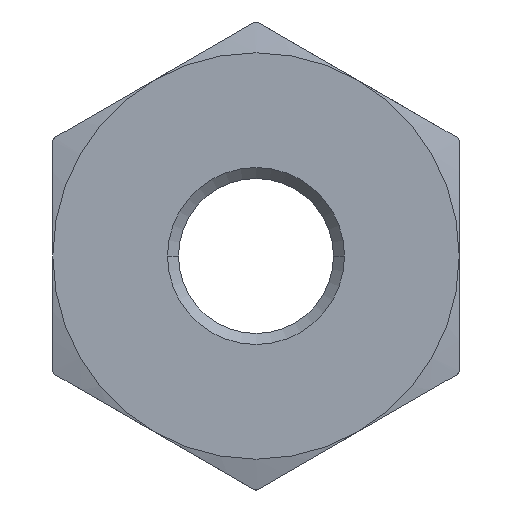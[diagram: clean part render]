
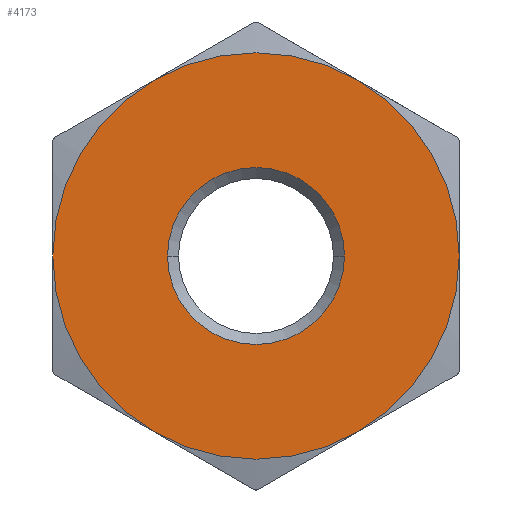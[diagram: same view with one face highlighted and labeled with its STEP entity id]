
A CAD part, front view. The second image highlights one B-rep face of the part: STEP entity #4173.
In plain terms, the highlighted planar face has unit normal (0, -1, 0).
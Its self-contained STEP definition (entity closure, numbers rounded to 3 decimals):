
#167 = EDGE_CURVE ( 'NONE', #10962, #11837, #13167, .T. ) ;
#221 = ORIENTED_EDGE ( 'NONE', *, *, #5866, .F. ) ;
#323 = CARTESIAN_POINT ( 'NONE',  ( 0., 0., 0. ) ) ;
#804 = ORIENTED_EDGE ( 'NONE', *, *, #9882, .T. ) ;
#933 = CARTESIAN_POINT ( 'NONE',  ( 0., 0., 0. ) ) ;
#939 = ORIENTED_EDGE ( 'NONE', *, *, #12852, .T. ) ;
#1108 = DIRECTION ( 'NONE',  ( 0., -1., 0. ) ) ;
#1248 = AXIS2_PLACEMENT_3D ( 'NONE', #9520, #2807, #7227 ) ;
#1489 = DIRECTION ( 'NONE',  ( 0., -1., 0. ) ) ;
#1748 = ORIENTED_EDGE ( 'NONE', *, *, #6882, .T. ) ;
#1788 = DIRECTION ( 'NONE',  ( 0., -1., 0. ) ) ;
#1978 = CIRCLE ( 'NONE', #3289, 15. ) ;
#2234 = AXIS2_PLACEMENT_3D ( 'NONE', #4367, #12199, #14369 ) ;
#2360 = VERTEX_POINT ( 'NONE', #8116 ) ;
#2517 = AXIS2_PLACEMENT_3D ( 'NONE', #9721, #11844, #6317 ) ;
#2607 = CIRCLE ( 'NONE', #4804, 15. ) ;
#2615 = AXIS2_PLACEMENT_3D ( 'NONE', #933, #14631, #4468 ) ;
#2629 = CIRCLE ( 'NONE', #2517, 15. ) ;
#2677 = AXIS2_PLACEMENT_3D ( 'NONE', #9207, #13687, #6850 ) ;
#2807 = DIRECTION ( 'NONE',  ( 0., -1., 0. ) ) ;
#2846 = CIRCLE ( 'NONE', #2615, 6.531 ) ;
#3289 = AXIS2_PLACEMENT_3D ( 'NONE', #11423, #1108, #3491 ) ;
#3491 = DIRECTION ( 'NONE',  ( 1., 0., 0. ) ) ;
#4000 = CARTESIAN_POINT ( 'NONE',  ( -15., 0., 0. ) ) ;
#4013 = CARTESIAN_POINT ( 'NONE',  ( 0., 0., 0. ) ) ;
#4173 = ADVANCED_FACE ( 'NONE', ( #13391, #13038 ), #5860, .T. ) ;
#4240 = EDGE_LOOP ( 'NONE', ( #221, #13437 ) ) ;
#4367 = CARTESIAN_POINT ( 'NONE',  ( 0., 0., 0. ) ) ;
#4468 = DIRECTION ( 'NONE',  ( 1., 0., 0. ) ) ;
#4804 = AXIS2_PLACEMENT_3D ( 'NONE', #4013, #1788, #13042 ) ;
#5768 = CARTESIAN_POINT ( 'NONE',  ( 6.531, 0., 0. ) ) ;
#5860 = PLANE ( 'NONE',  #2677 ) ;
#5866 = EDGE_CURVE ( 'NONE', #11852, #11666, #2846, .T. ) ;
#6025 = DIRECTION ( 'NONE',  ( 1., 0., 0. ) ) ;
#6317 = DIRECTION ( 'NONE',  ( 1., 0., 0. ) ) ;
#6769 = VERTEX_POINT ( 'NONE', #6856 ) ;
#6850 = DIRECTION ( 'NONE',  ( 0., 0., -1. ) ) ;
#6856 = CARTESIAN_POINT ( 'NONE',  ( -7.5, 0., 12.99 ) ) ;
#6882 = EDGE_CURVE ( 'NONE', #14368, #2360, #2629, .T. ) ;
#7080 = EDGE_CURVE ( 'NONE', #2360, #10962, #10653, .T. ) ;
#7124 = AXIS2_PLACEMENT_3D ( 'NONE', #323, #11392, #13789 ) ;
#7227 = DIRECTION ( 'NONE',  ( 1., 0., 0. ) ) ;
#7246 = CARTESIAN_POINT ( 'NONE',  ( 0., 0., 0. ) ) ;
#8116 = CARTESIAN_POINT ( 'NONE',  ( -7.5, 0., -12.99 ) ) ;
#8422 = CIRCLE ( 'NONE', #12384, 6.531 ) ;
#8901 = ORIENTED_EDGE ( 'NONE', *, *, #7080, .T. ) ;
#9207 = CARTESIAN_POINT ( 'NONE',  ( 0., 0., 0. ) ) ;
#9486 = EDGE_LOOP ( 'NONE', ( #1748, #8901, #10501, #804, #939, #10033 ) ) ;
#9520 = CARTESIAN_POINT ( 'NONE',  ( 0., 0., 0. ) ) ;
#9560 = CARTESIAN_POINT ( 'NONE',  ( 7.5, 0., -12.99 ) ) ;
#9721 = CARTESIAN_POINT ( 'NONE',  ( 0., 0., 0. ) ) ;
#9880 = CARTESIAN_POINT ( 'NONE',  ( -6.531, 0., 0. ) ) ;
#9882 = EDGE_CURVE ( 'NONE', #11837, #11491, #1978, .T. ) ;
#10033 = ORIENTED_EDGE ( 'NONE', *, *, #13976, .T. ) ;
#10501 = ORIENTED_EDGE ( 'NONE', *, *, #167, .T. ) ;
#10653 = CIRCLE ( 'NONE', #7124, 15. ) ;
#10962 = VERTEX_POINT ( 'NONE', #9560 ) ;
#11392 = DIRECTION ( 'NONE',  ( 0., -1., 0. ) ) ;
#11423 = CARTESIAN_POINT ( 'NONE',  ( 0., 0., 0. ) ) ;
#11491 = VERTEX_POINT ( 'NONE', #11704 ) ;
#11666 = VERTEX_POINT ( 'NONE', #9880 ) ;
#11704 = CARTESIAN_POINT ( 'NONE',  ( 7.5, 0., 12.99 ) ) ;
#11837 = VERTEX_POINT ( 'NONE', #13635 ) ;
#11844 = DIRECTION ( 'NONE',  ( 0., -1., 0. ) ) ;
#11852 = VERTEX_POINT ( 'NONE', #5768 ) ;
#12199 = DIRECTION ( 'NONE',  ( 0., -1., 0. ) ) ;
#12384 = AXIS2_PLACEMENT_3D ( 'NONE', #7246, #1489, #6025 ) ;
#12803 = EDGE_CURVE ( 'NONE', #11666, #11852, #8422, .T. ) ;
#12852 = EDGE_CURVE ( 'NONE', #11491, #6769, #2607, .T. ) ;
#13038 = FACE_BOUND ( 'NONE', #4240, .T. ) ;
#13042 = DIRECTION ( 'NONE',  ( 1., 0., 0. ) ) ;
#13167 = CIRCLE ( 'NONE', #1248, 15. ) ;
#13264 = CIRCLE ( 'NONE', #2234, 15. ) ;
#13391 = FACE_OUTER_BOUND ( 'NONE', #9486, .T. ) ;
#13437 = ORIENTED_EDGE ( 'NONE', *, *, #12803, .F. ) ;
#13635 = CARTESIAN_POINT ( 'NONE',  ( 15., 0., 0. ) ) ;
#13687 = DIRECTION ( 'NONE',  ( 0., -1., 0. ) ) ;
#13789 = DIRECTION ( 'NONE',  ( 1., 0., 0. ) ) ;
#13976 = EDGE_CURVE ( 'NONE', #6769, #14368, #13264, .T. ) ;
#14368 = VERTEX_POINT ( 'NONE', #4000 ) ;
#14369 = DIRECTION ( 'NONE',  ( 1., 0., 0. ) ) ;
#14631 = DIRECTION ( 'NONE',  ( 0., -1., 0. ) ) ;
